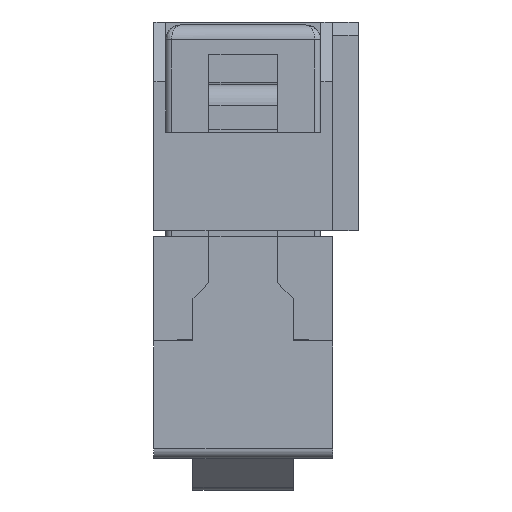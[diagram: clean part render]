
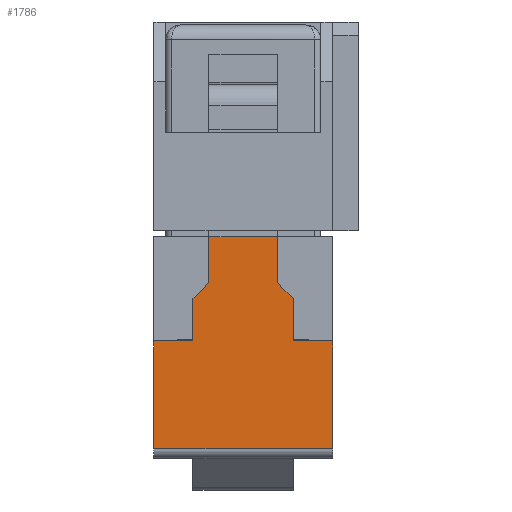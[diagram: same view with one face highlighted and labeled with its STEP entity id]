
A CAD part, left-side view. The second image highlights one B-rep face of the part: STEP entity #1786.
In plain terms, the highlighted planar face has unit normal (-1, 0, 0).
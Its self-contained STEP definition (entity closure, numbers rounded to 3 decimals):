
#1786=ADVANCED_FACE('',(#4526),#4527,.T.);
#4526=FACE_OUTER_BOUND('',#7473,.T.);
#4527=PLANE('',#7474);
#7473=EDGE_LOOP('',(#19330,#19331,#19332,#19333,#19334,#19335,#19336,#19337,#19338,#19339,#19340,#19341));
#7474=AXIS2_PLACEMENT_3D('',#19342,#19343,#19344);
#19330=ORIENTED_EDGE('',*,*,#23399,.T.);
#19331=ORIENTED_EDGE('',*,*,#23400,.T.);
#19332=ORIENTED_EDGE('',*,*,#23401,.T.);
#19333=ORIENTED_EDGE('',*,*,#23402,.T.);
#19334=ORIENTED_EDGE('',*,*,#23403,.T.);
#19335=ORIENTED_EDGE('',*,*,#23389,.F.);
#19336=ORIENTED_EDGE('',*,*,#23404,.T.);
#19337=ORIENTED_EDGE('',*,*,#23405,.T.);
#19338=ORIENTED_EDGE('',*,*,#23406,.T.);
#19339=ORIENTED_EDGE('',*,*,#23407,.T.);
#19340=ORIENTED_EDGE('',*,*,#23408,.T.);
#19341=ORIENTED_EDGE('',*,*,#23409,.F.);
#19342=CARTESIAN_POINT('',(-15.04,-3.,-7.25));
#19343=DIRECTION('',(-1.0,0.0,0.));
#19344=DIRECTION('',(0.,0.0,1.0));
#23389=EDGE_CURVE('',#29511,#29513,#29514,.T.);
#23399=EDGE_CURVE('',#29532,#29533,#29534,.T.);
#23400=EDGE_CURVE('',#29533,#29535,#29536,.F.);
#23401=EDGE_CURVE('',#29535,#29537,#29538,.T.);
#23402=EDGE_CURVE('',#29537,#29539,#29540,.T.);
#23403=EDGE_CURVE('',#29539,#29513,#29541,.T.);
#23404=EDGE_CURVE('',#29511,#29542,#29543,.T.);
#23405=EDGE_CURVE('',#29542,#29544,#29545,.T.);
#23406=EDGE_CURVE('',#29544,#29546,#29547,.T.);
#23407=EDGE_CURVE('',#29546,#29548,#29549,.F.);
#23408=EDGE_CURVE('',#29548,#29550,#29551,.T.);
#23409=EDGE_CURVE('',#29532,#29550,#29552,.T.);
#29511=VERTEX_POINT('',#39900);
#29513=VERTEX_POINT('',#39902);
#29514=LINE('',#39903,#39904);
#29532=VERTEX_POINT('',#39928);
#29533=VERTEX_POINT('',#39929);
#29534=LINE('',#39930,#39931);
#29535=VERTEX_POINT('',#39932);
#29536=LINE('',#39933,#39934);
#29537=VERTEX_POINT('',#39935);
#29538=LINE('',#39936,#39937);
#29539=VERTEX_POINT('',#39938);
#29540=LINE('',#39939,#39940);
#29541=LINE('',#39941,#39942);
#29542=VERTEX_POINT('',#39943);
#29543=LINE('',#39944,#39945);
#29544=VERTEX_POINT('',#39946);
#29545=LINE('',#39947,#39948);
#29546=VERTEX_POINT('',#39949);
#29547=LINE('',#39950,#39951);
#29548=VERTEX_POINT('',#39952);
#29549=LINE('',#39953,#39954);
#29550=VERTEX_POINT('',#39955);
#29551=LINE('',#39956,#39957);
#29552=LINE('',#39958,#39959);
#39900=CARTESIAN_POINT('',(-15.04,-3.,-7.32));
#39902=CARTESIAN_POINT('',(-15.04,3.,-7.32));
#39903=CARTESIAN_POINT('',(-15.04,-3.,-7.32));
#39904=VECTOR('',#45084,1000.0);
#39928=CARTESIAN_POINT('',(-15.04,1.15,-0.2));
#39929=CARTESIAN_POINT('',(-15.04,1.15,-1.75));
#39930=CARTESIAN_POINT('',(-15.04,1.15,-0.3));
#39931=VECTOR('',#45100,1000.0);
#39932=CARTESIAN_POINT('',(-15.04,1.685,-2.285));
#39933=CARTESIAN_POINT('',(-15.04,1.825,-2.425));
#39934=VECTOR('',#45101,1000.0);
#39935=CARTESIAN_POINT('',(-15.04,1.685,-3.7));
#39936=CARTESIAN_POINT('',(-15.04,1.685,-1.75));
#39937=VECTOR('',#45102,1000.0);
#39938=CARTESIAN_POINT('',(-15.04,3.,-3.7));
#39939=CARTESIAN_POINT('',(-15.04,-3.,-3.7));
#39940=VECTOR('',#45103,1000.0);
#39941=CARTESIAN_POINT('',(-15.04,3.,-3.7));
#39942=VECTOR('',#45104,1000.0);
#39943=CARTESIAN_POINT('',(-15.04,-3.,-3.7));
#39944=CARTESIAN_POINT('',(-15.04,-3.,-7.25));
#39945=VECTOR('',#45105,1000.0);
#39946=CARTESIAN_POINT('',(-15.04,-1.685,-3.7));
#39947=CARTESIAN_POINT('',(-15.04,-3.,-3.7));
#39948=VECTOR('',#45106,1000.0);
#39949=CARTESIAN_POINT('',(-15.04,-1.685,-2.285));
#39950=CARTESIAN_POINT('',(-15.04,-1.685,-3.7));
#39951=VECTOR('',#45107,1000.0);
#39952=CARTESIAN_POINT('',(-15.04,-1.15,-1.75));
#39953=CARTESIAN_POINT('',(-15.04,-4.825,-5.425));
#39954=VECTOR('',#45108,1000.0);
#39955=CARTESIAN_POINT('',(-15.04,-1.15,-0.2));
#39956=CARTESIAN_POINT('',(-15.04,-1.15,-1.75));
#39957=VECTOR('',#45109,1000.0);
#39958=CARTESIAN_POINT('',(-15.04,1.15,-0.2));
#39959=VECTOR('',#45110,1000.0);
#45084=DIRECTION('',(0.0,1.0,0.0));
#45100=DIRECTION('',(0.,0.0,-1.0));
#45101=DIRECTION('',(0.,-0.707,0.707));
#45102=DIRECTION('',(0.,0.,-1.0));
#45103=DIRECTION('',(0.0,1.0,0.0));
#45104=DIRECTION('',(0.,0.,-1.0));
#45105=DIRECTION('',(0.,0.,1.0));
#45106=DIRECTION('',(0.0,1.0,0.0));
#45107=DIRECTION('',(0.,0.,1.0));
#45108=DIRECTION('',(0.,-0.707,-0.707));
#45109=DIRECTION('',(0.,0.0,1.0));
#45110=DIRECTION('',(0.0,-1.0,0.0));
